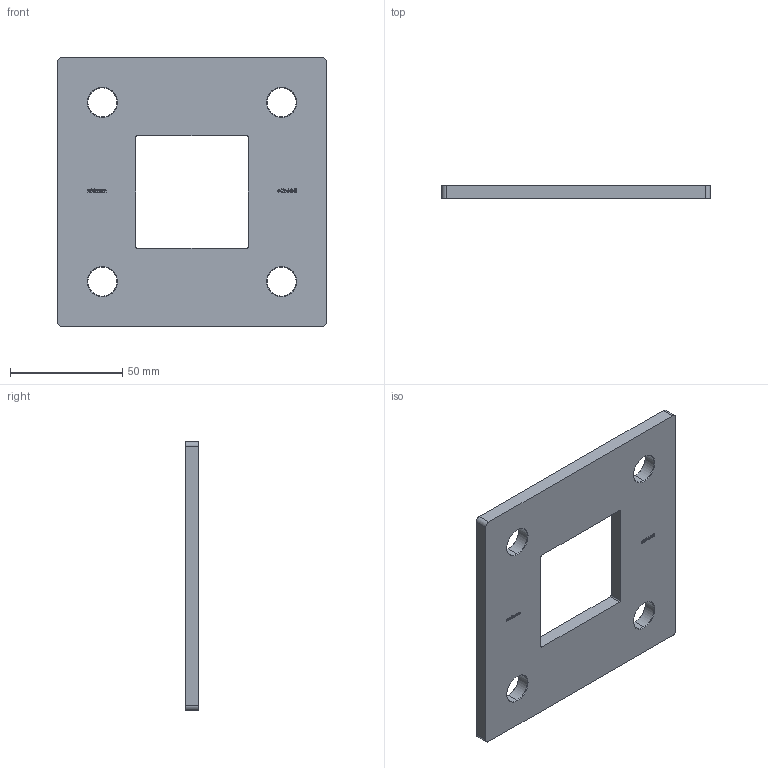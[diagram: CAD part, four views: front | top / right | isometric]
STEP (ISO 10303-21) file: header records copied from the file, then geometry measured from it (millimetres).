
FILE_DESCRIPTION (( 'STEP AP203' ), '1' );
FILE_NAME ('54216-240.step', '2020-10-21T10:54:09', ( '' ), ( '' ), 'SwSTEP 2.0', 'SolidWorks 2018', '' );
FILE_SCHEMA (( 'CONFIG_CONTROL_DESIGN' ));
Length unit declared in the file: millimetre
Products named in the file (2): 54216-240
Bounding box: 120 x 6 x 120 mm (x, y, z)
Volume: 68064 mm3; surface area: 27693 mm2
Topology: 1 solids, 1 shells, 263 faces, 695 edges, 458 vertices
Faces by surface type: plane 145, bspline 86, cone 16, cylinder 16
Entity records: 12888 total; most frequent: CARTESIAN_POINT 6744, ORIENTED_EDGE 1390, DIRECTION 929, EDGE_CURVE 695, LINE 475, VECTOR 475, VERTEX_POINT 458, EDGE_LOOP 297
